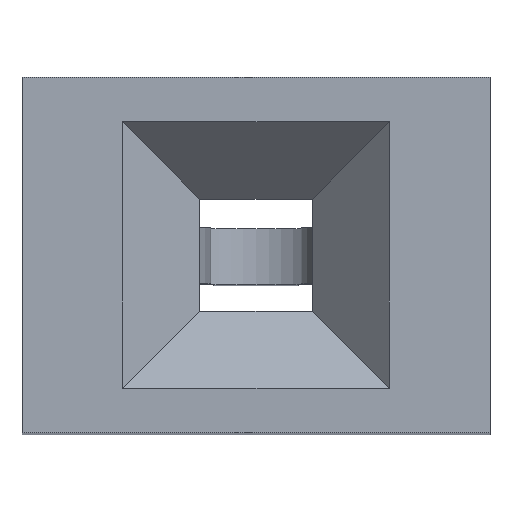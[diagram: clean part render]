
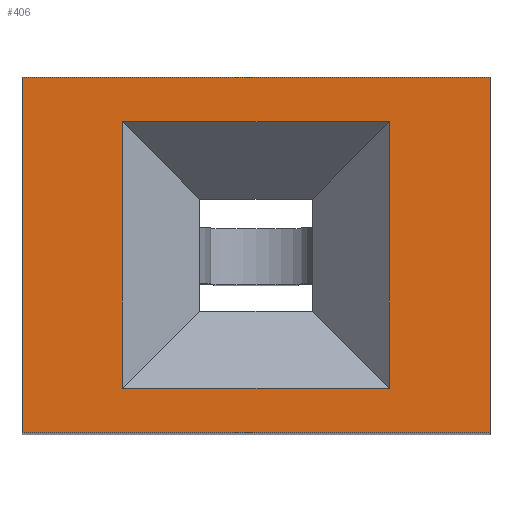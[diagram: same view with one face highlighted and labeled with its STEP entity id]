
A CAD part, top view. The second image highlights one B-rep face of the part: STEP entity #406.
In plain terms, the highlighted planar face has unit normal (0, 0, 1).
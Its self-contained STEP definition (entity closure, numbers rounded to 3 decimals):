
#406=ADVANCED_FACE('',(#867,#869),#871,.T.);
#867=FACE_BOUND('',#868,.T.);
#868=EDGE_LOOP('',(#1230,#1231,#1232,#1233));
#869=FACE_BOUND('',#870,.T.);
#870=EDGE_LOOP('',(#1234,#1235,#1236,#1237));
#871=PLANE('',#872);
#872=AXIS2_PLACEMENT_3D('',#873,#874,#875);
#873=CARTESIAN_POINT('',(1.67,-1.27,8.5));
#874=DIRECTION('',(0.,-0.,1.));
#875=DIRECTION('',(0.,1.,0.));
#1230=ORIENTED_EDGE('',*,*,#1468,.T.);
#1231=ORIENTED_EDGE('',*,*,#1480,.T.);
#1232=ORIENTED_EDGE('',*,*,#1474,.F.);
#1233=ORIENTED_EDGE('',*,*,#1481,.F.);
#1234=ORIENTED_EDGE('',*,*,#1478,.T.);
#1235=ORIENTED_EDGE('',*,*,#1460,.T.);
#1236=ORIENTED_EDGE('',*,*,#1479,.T.);
#1237=ORIENTED_EDGE('',*,*,#1463,.T.);
#1460=EDGE_CURVE('',#1658,#1659,#1660,.F.);
#1463=EDGE_CURVE('',#1663,#1664,#1665,.F.);
#1468=EDGE_CURVE('',#1672,#1670,#1673,.T.);
#1474=EDGE_CURVE('',#1680,#1682,#1683,.T.);
#1478=EDGE_CURVE('',#1664,#1658,#1688,.F.);
#1479=EDGE_CURVE('',#1659,#1663,#1689,.F.);
#1480=EDGE_CURVE('',#1670,#1682,#1690,.T.);
#1481=EDGE_CURVE('',#1672,#1680,#1691,.T.);
#1658=VERTEX_POINT('',#2036);
#1659=VERTEX_POINT('',#2037);
#1660=LINE('',#2038,#2039);
#1663=VERTEX_POINT('',#2047);
#1664=VERTEX_POINT('',#2048);
#1665=LINE('',#2049,#2050);
#1670=VERTEX_POINT('',#2062);
#1672=VERTEX_POINT('',#2066);
#1673=LINE('',#2067,#2068);
#1680=VERTEX_POINT('',#2084);
#1682=VERTEX_POINT('',#2088);
#1683=LINE('',#2089,#2090);
#1688=LINE('',#2102,#2103);
#1689=LINE('',#2105,#2106);
#1690=LINE('',#2108,#2109);
#1691=LINE('',#2111,#2112);
#2036=CARTESIAN_POINT('',(0.95,0.95,8.5));
#2037=CARTESIAN_POINT('',(0.95,-0.95,8.5));
#2038=CARTESIAN_POINT('',(0.95,-0.95,8.5));
#2039=VECTOR('',#2040,1.);
#2040=DIRECTION('',(0.,1.,0.));
#2047=CARTESIAN_POINT('',(-0.95,-0.95,8.5));
#2048=CARTESIAN_POINT('',(-0.95,0.95,8.5));
#2049=CARTESIAN_POINT('',(-0.95,0.95,8.5));
#2050=VECTOR('',#2051,1.);
#2051=DIRECTION('',(0.,-1.,0.));
#2062=CARTESIAN_POINT('',(1.67,1.27,8.5));
#2066=CARTESIAN_POINT('',(1.67,-1.27,8.5));
#2067=CARTESIAN_POINT('',(1.67,-1.27,8.5));
#2068=VECTOR('',#2069,1.);
#2069=DIRECTION('',(0.,1.,0.));
#2084=CARTESIAN_POINT('',(-1.67,-1.27,8.5));
#2088=CARTESIAN_POINT('',(-1.67,1.27,8.5));
#2089=CARTESIAN_POINT('',(-1.67,-1.27,8.5));
#2090=VECTOR('',#2091,1.);
#2091=DIRECTION('',(0.,1.,0.));
#2102=CARTESIAN_POINT('',(0.95,0.95,8.5));
#2103=VECTOR('',#2104,1.);
#2104=DIRECTION('',(-1.,0.,0.));
#2105=CARTESIAN_POINT('',(-0.95,-0.95,8.5));
#2106=VECTOR('',#2107,1.);
#2107=DIRECTION('',(1.,0.,0.));
#2108=CARTESIAN_POINT('',(1.67,1.27,8.5));
#2109=VECTOR('',#2110,1.);
#2110=DIRECTION('',(-1.,0.,0.));
#2111=CARTESIAN_POINT('',(1.67,-1.27,8.5));
#2112=VECTOR('',#2113,1.);
#2113=DIRECTION('',(-1.,0.,0.));
